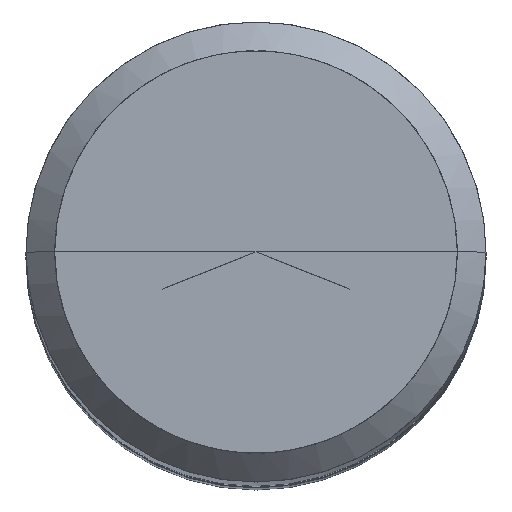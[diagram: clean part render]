
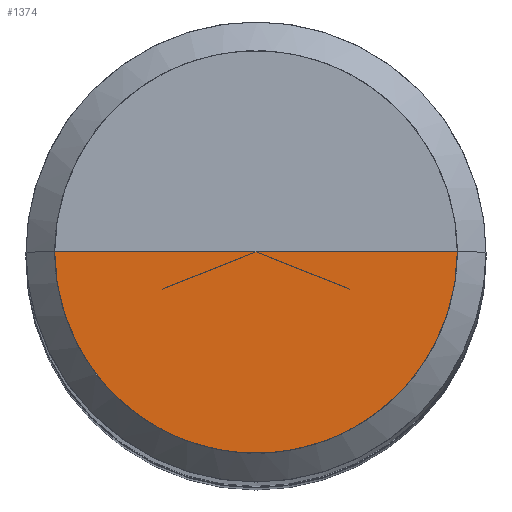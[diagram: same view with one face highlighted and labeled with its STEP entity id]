
A CAD part, top view. The second image highlights one B-rep face of the part: STEP entity #1374.
In plain terms, the highlighted free-form (B-spline) face has degree [1, 2] with [2, 5] control points.
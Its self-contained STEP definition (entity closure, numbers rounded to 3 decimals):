
#893=CARTESIAN_POINT('',(3.5,0.0,39.9));
#897=CARTESIAN_POINT('',(-3.5,0.0,39.9));
#898=CARTESIAN_POINT('',(0.0,0.0,39.9));
#914=CARTESIAN_POINT('',(-3.5,-3.5,39.9));
#915=CARTESIAN_POINT('',(0.0,-3.5,39.9));
#916=CARTESIAN_POINT('',(3.5,-3.5,39.9));
#1359=(
BOUNDED_SURFACE()
B_SPLINE_SURFACE(1,2,(
(#897,#914,#915,#916,#893),
(#898,#898,#898,#898,#898)
), .UNSPECIFIED.,.F.,.F.,.F.)
B_SPLINE_SURFACE_WITH_KNOTS((2,2),(3,2,3),(
0.0,1.0),(
0.0,0.5,1.0), .UNSPECIFIED.)
GEOMETRIC_REPRESENTATION_ITEM()
RATIONAL_B_SPLINE_SURFACE(((1.0,0.707,1.0,0.707,1.0),
(1.0,0.707,1.0,0.707,1.0)
))
REPRESENTATION_ITEM('')
SURFACE()
);
#1360=(
BOUNDED_CURVE()
B_SPLINE_CURVE(2,(#893,#916,#915,#914,#897),.UNSPECIFIED.,.F.,.F.)
B_SPLINE_CURVE_WITH_KNOTS((3,2,3),
(0.0,0.5,1.0),.UNSPECIFIED.)
CURVE()
GEOMETRIC_REPRESENTATION_ITEM()
RATIONAL_B_SPLINE_CURVE((1.0,0.707,1.0,0.707,1.0))
REPRESENTATION_ITEM('')
);
#1361=(
BOUNDED_CURVE()
B_SPLINE_CURVE(1,(#897,#898),.UNSPECIFIED.,.F.,.F.)
B_SPLINE_CURVE_WITH_KNOTS((2,2),
(0.0,1.0),.UNSPECIFIED.)
CURVE()
GEOMETRIC_REPRESENTATION_ITEM()
RATIONAL_B_SPLINE_CURVE((1.0,1.0))
REPRESENTATION_ITEM('')
);
#1362=(
BOUNDED_CURVE()
B_SPLINE_CURVE(1,(#898,#893),.UNSPECIFIED.,.F.,.F.)
B_SPLINE_CURVE_WITH_KNOTS((2,2),
(0.0,1.0),.UNSPECIFIED.)
CURVE()
GEOMETRIC_REPRESENTATION_ITEM()
RATIONAL_B_SPLINE_CURVE((1.0,1.0))
REPRESENTATION_ITEM('')
);
#1363=VERTEX_POINT('',#893);
#1364=VERTEX_POINT('',#897);
#1365=VERTEX_POINT('',#898);
#1366=EDGE_CURVE('',#1363,#1364,#1360,.T.);
#1367=EDGE_CURVE('',#1364,#1365,#1361,.T.);
#1368=EDGE_CURVE('',#1365,#1363,#1362,.T.);
#1369=ORIENTED_EDGE('',*,*,#1366,.T.);
#1370=ORIENTED_EDGE('',*,*,#1367,.T.);
#1371=ORIENTED_EDGE('',*,*,#1368,.T.);
#1372=EDGE_LOOP('',(#1369,#1370,#1371));
#1373=FACE_OUTER_BOUND('',#1372,.T.);
#1374=ADVANCED_FACE('',(#1373),#1359,.T.);
